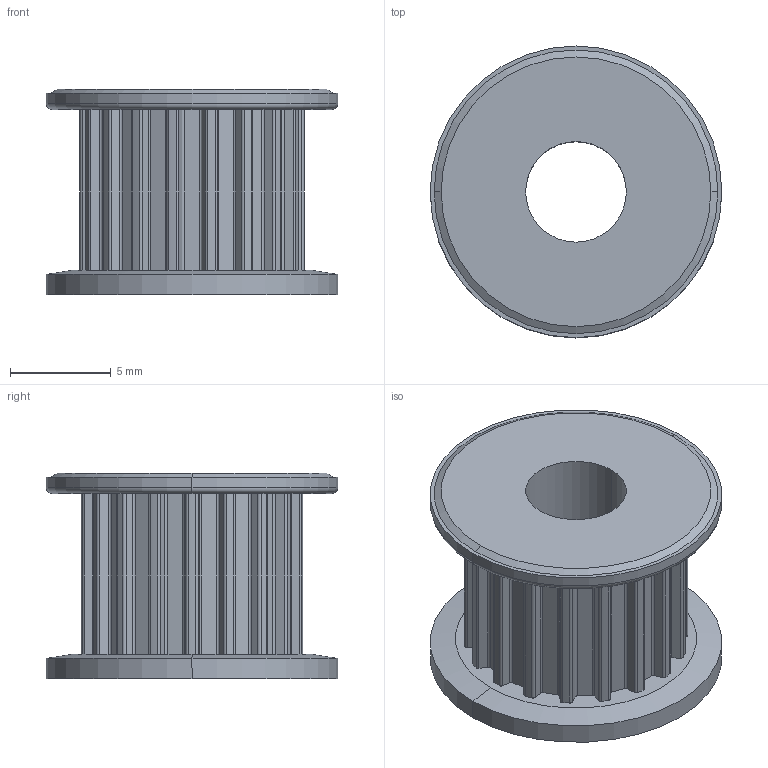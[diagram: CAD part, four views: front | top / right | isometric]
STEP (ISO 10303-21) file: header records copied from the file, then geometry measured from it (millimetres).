
FILE_DESCRIPTION (( 'STEP AP214' ), '1' );
FILE_NAME ('4333240000714.STEP', '2017-12-21T11:50:36', ( '13' ), ( '' ), 'SwSTEP 2.0', 'SolidWorks 2012', '' );
FILE_SCHEMA (( 'AUTOMOTIVE_DESIGN' ));
Length unit declared in the file: millimetre
Products named in the file (1): 4333240000714
Bounding box: 14.5 x 14.5 x 10.2 mm (x, y, z)
Volume: 814.5 mm3; surface area: 1081.2 mm2
Topology: 1 solids, 1 shells, 167 faces, 477 edges, 316 vertices
Faces by surface type: cylinder 99, plane 60, cone 6, torus 2
Entity records: 5571 total; most frequent: DIRECTION 1023, CARTESIAN_POINT 961, ORIENTED_EDGE 954, EDGE_CURVE 477, AXIS2_PLACEMENT_3D 378, VERTEX_POINT 316, LINE 267, VECTOR 267
